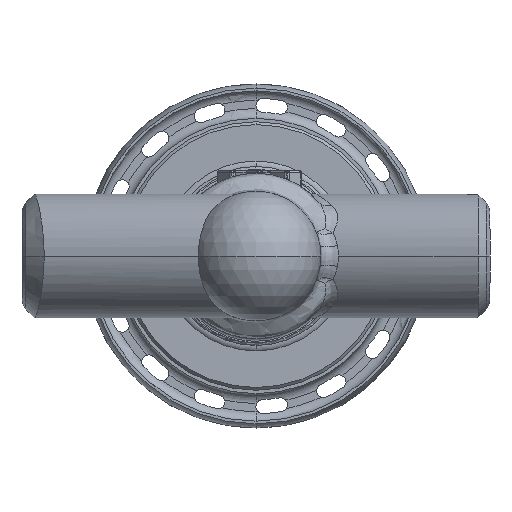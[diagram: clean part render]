
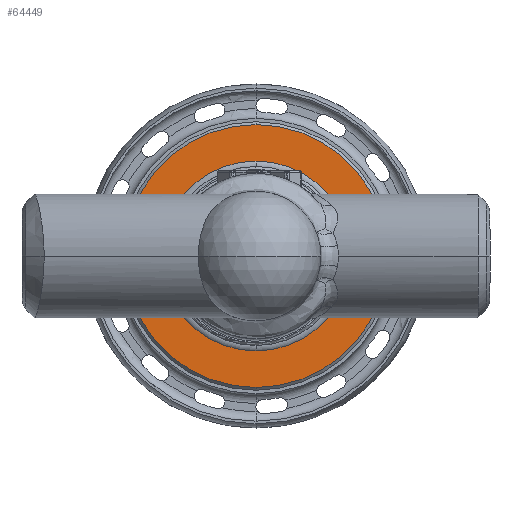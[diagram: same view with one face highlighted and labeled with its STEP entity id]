
A CAD part, front view. The second image highlights one B-rep face of the part: STEP entity #64449.
In plain terms, the highlighted planar face has unit normal (0, -1, 0).
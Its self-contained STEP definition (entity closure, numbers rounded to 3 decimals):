
#2462 = DIRECTION ( 'NONE',  ( 0., -1., 0. ) ) ;
#2860 = CARTESIAN_POINT ( 'NONE',  ( 0., 92., -95.5 ) ) ;
#4838 = CARTESIAN_POINT ( 'NONE',  ( 69., 92., 0. ) ) ;
#5106 = CIRCLE ( 'NONE', #63745, 95.5 ) ;
#7365 = AXIS2_PLACEMENT_3D ( 'NONE', #4838, #39737, #9839 ) ;
#8308 = CIRCLE ( 'NONE', #48049, 69. ) ;
#8921 = EDGE_CURVE ( 'NONE', #11908, #60879, #15649, .T. ) ;
#9839 = DIRECTION ( 'NONE',  ( 0., 0., 1. ) ) ;
#11680 = CARTESIAN_POINT ( 'NONE',  ( 0., 92., 0. ) ) ;
#11908 = VERTEX_POINT ( 'NONE', #56571 ) ;
#12342 = CARTESIAN_POINT ( 'NONE',  ( 0., 92., 0. ) ) ;
#15649 = CIRCLE ( 'NONE', #46856, 95.5 ) ;
#16662 = DIRECTION ( 'NONE',  ( 0., 0., 1. ) ) ;
#17154 = CARTESIAN_POINT ( 'NONE',  ( 0., 92., 69. ) ) ;
#17332 = DIRECTION ( 'NONE',  ( 0., 0., 1. ) ) ;
#18217 = VERTEX_POINT ( 'NONE', #17154 ) ;
#18697 = AXIS2_PLACEMENT_3D ( 'NONE', #23778, #58674, #28815 ) ;
#20404 = ORIENTED_EDGE ( 'NONE', *, *, #8921, .T. ) ;
#23175 = CARTESIAN_POINT ( 'NONE',  ( 0., 92., -69. ) ) ;
#23674 = EDGE_LOOP ( 'NONE', ( #29622, #31583 ) ) ;
#23778 = CARTESIAN_POINT ( 'NONE',  ( 0., 92., 0. ) ) ;
#26544 = VERTEX_POINT ( 'NONE', #23175 ) ;
#28815 = DIRECTION ( 'NONE',  ( 0., 0., 1. ) ) ;
#29622 = ORIENTED_EDGE ( 'NONE', *, *, #47105, .T. ) ;
#31583 = ORIENTED_EDGE ( 'NONE', *, *, #42757, .T. ) ;
#32128 = ORIENTED_EDGE ( 'NONE', *, *, #38306, .T. ) ;
#32472 = FACE_BOUND ( 'NONE', #23674, .T. ) ;
#38306 = EDGE_CURVE ( 'NONE', #60879, #11908, #5106, .T. ) ;
#39737 = DIRECTION ( 'NONE',  ( 0., 1., 0. ) ) ;
#41727 = DIRECTION ( 'NONE',  ( 0., 0., 1. ) ) ;
#42230 = CARTESIAN_POINT ( 'NONE',  ( 0., 92., 0. ) ) ;
#42757 = EDGE_CURVE ( 'NONE', #26544, #18217, #8308, .T. ) ;
#42854 = CIRCLE ( 'NONE', #18697, 69. ) ;
#44501 = PLANE ( 'NONE',  #7365 ) ;
#46521 = DIRECTION ( 'NONE',  ( 0., -1., 0. ) ) ;
#46856 = AXIS2_PLACEMENT_3D ( 'NONE', #42230, #2462, #41727 ) ;
#47105 = EDGE_CURVE ( 'NONE', #18217, #26544, #42854, .T. ) ;
#47181 = DIRECTION ( 'NONE',  ( 0., 1., 0. ) ) ;
#48049 = AXIS2_PLACEMENT_3D ( 'NONE', #12342, #47181, #17332 ) ;
#52692 = EDGE_LOOP ( 'NONE', ( #20404, #32128 ) ) ;
#56571 = CARTESIAN_POINT ( 'NONE',  ( 0., 92., 95.5 ) ) ;
#58674 = DIRECTION ( 'NONE',  ( 0., 1., 0. ) ) ;
#59007 = FACE_OUTER_BOUND ( 'NONE', #52692, .T. ) ;
#60879 = VERTEX_POINT ( 'NONE', #2860 ) ;
#63745 = AXIS2_PLACEMENT_3D ( 'NONE', #11680, #46521, #16662 ) ;
#64449 = ADVANCED_FACE ( 'NONE', ( #59007, #32472 ), #44501, .F. ) ;
